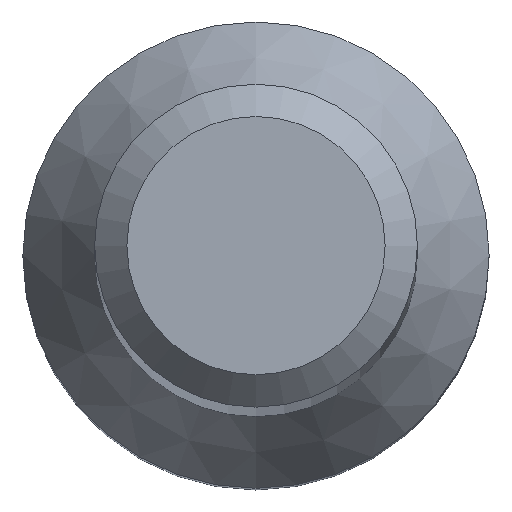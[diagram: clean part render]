
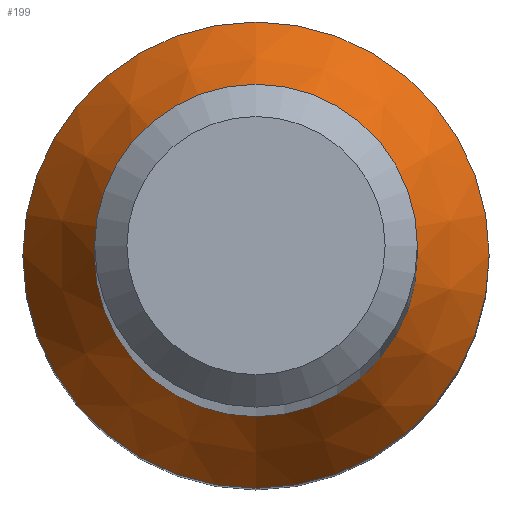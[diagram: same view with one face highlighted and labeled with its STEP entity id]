
A CAD part, top view. The second image highlights one B-rep face of the part: STEP entity #199.
In plain terms, the highlighted conical face has half-angle 30 degrees and reference radius 2.889 mm.
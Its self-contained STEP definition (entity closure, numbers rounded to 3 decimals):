
#23 = CARTESIAN_POINT ( 'NONE',  ( 0., 0., 12.452 ) ) ;
#27 = DIRECTION ( 'NONE',  ( 0., 1., 0. ) ) ;
#30 = EDGE_CURVE ( 'NONE', #40, #40, #198, .T. ) ;
#40 = VERTEX_POINT ( 'NONE', #156 ) ;
#44 = DIRECTION ( 'NONE',  ( 0., 0., -1. ) ) ;
#56 = EDGE_LOOP ( 'NONE', ( #92 ) ) ;
#78 = FACE_BOUND ( 'NONE', #220, .T. ) ;
#79 = DIRECTION ( 'NONE',  ( 0., 0., -1. ) ) ;
#91 = ORIENTED_EDGE ( 'NONE', *, *, #164, .T. ) ;
#92 = ORIENTED_EDGE ( 'NONE', *, *, #30, .F. ) ;
#97 = DIRECTION ( 'NONE',  ( 0., 0., -1. ) ) ;
#109 = AXIS2_PLACEMENT_3D ( 'NONE', #137, #79, #27 ) ;
#113 = AXIS2_PLACEMENT_3D ( 'NONE', #227, #44, #121 ) ;
#121 = DIRECTION ( 'NONE',  ( 0., 1., 0. ) ) ;
#136 = CARTESIAN_POINT ( 'NONE',  ( 0., 2., 13.992 ) ) ;
#137 = CARTESIAN_POINT ( 'NONE',  ( 0., 0., 12.452 ) ) ;
#146 = DIRECTION ( 'NONE',  ( 0., 1., 0. ) ) ;
#156 = CARTESIAN_POINT ( 'NONE',  ( 0., 2.889, 12.452 ) ) ;
#164 = EDGE_CURVE ( 'NONE', #226, #226, #171, .T. ) ;
#171 = CIRCLE ( 'NONE', #113, 2. ) ;
#173 = FACE_OUTER_BOUND ( 'NONE', #56, .T. ) ;
#189 = AXIS2_PLACEMENT_3D ( 'NONE', #23, #97, #146 ) ;
#198 = CIRCLE ( 'NONE', #109, 2.889 ) ;
#199 = ADVANCED_FACE ( 'NONE', ( #78, #173 ), #231, .T. ) ;
#220 = EDGE_LOOP ( 'NONE', ( #91 ) ) ;
#226 = VERTEX_POINT ( 'NONE', #136 ) ;
#227 = CARTESIAN_POINT ( 'NONE',  ( 0., 0., 13.992 ) ) ;
#231 = CONICAL_SURFACE ( 'NONE', #189, 2.889, 0.524 ) ;
